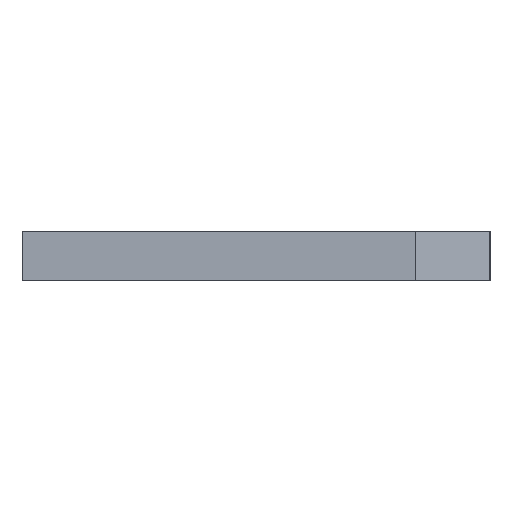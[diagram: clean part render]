
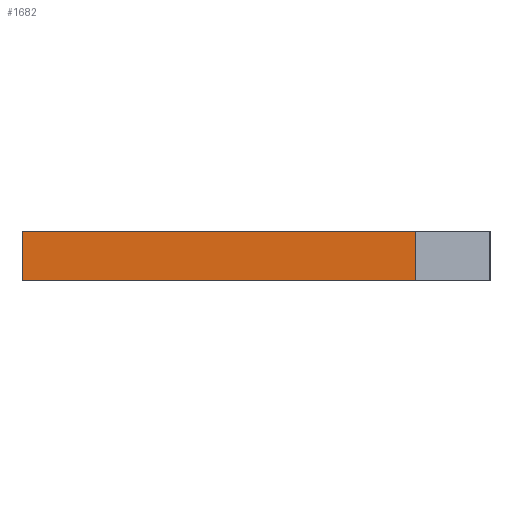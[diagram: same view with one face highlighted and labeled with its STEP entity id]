
A CAD part, left-side view. The second image highlights one B-rep face of the part: STEP entity #1682.
In plain terms, the highlighted planar face has unit normal (-1, 0, 0).
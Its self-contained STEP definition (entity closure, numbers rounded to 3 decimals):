
#11=CARTESIAN_POINT('POINT3',(-21.5,6.,1.));
#12=VERTEX_POINT('VERTEX3',#11);
#19=CARTESIAN_POINT('POINT4',(-21.5,-2.,1.));
#20=VERTEX_POINT('VERTEX4',#19);
#21=CARTESIAN_POINT('POS3',(-21.5,6.,1.));
#22=DIRECTION('DIR3',(0.,-1.,0.));
#23=VECTOR('VEC3',#22,1.);
#24=LINE('STRAIGHT3',#21,#23);
#25=EDGE_CURVE('EDGE3',#12,#20,#24,.T.);
#1635=CARTESIAN_POINT('POINT163',(-21.5,6.,0.));
#1636=VERTEX_POINT('VERTEX163',#1635);
#1637=CARTESIAN_POINT('POS204',(-21.5,6.,0.));
#1638=DIRECTION('DIR228',(0.,0.,1.));
#1639=VECTOR('VEC180',#1638,1.);
#1640=LINE('STRAIGHT180',#1637,#1639);
#1641=EDGE_CURVE('EDGE183',#1636,#12,#1640,.T.);
#1659=CARTESIAN_POINT('POINT164',(-21.5,-2.,0.));
#1660=VERTEX_POINT('VERTEX164',#1659);
#1661=CARTESIAN_POINT('POS207',(-21.5,-2.,0.));
#1662=DIRECTION('DIR232',(0.,0.,1.));
#1663=VECTOR('VEC182',#1662,1.);
#1664=LINE('STRAIGHT182',#1661,#1663);
#1665=EDGE_CURVE('EDGE185',#1660,#20,#1664,.T.);
#1666=ORIENTED_EDGE('COEDGE226',*,*,#1665,.T.);
#1667=ORIENTED_EDGE('COEDGE227',*,*,#25,.F.);
#1668=ORIENTED_EDGE('COEDGE228',*,*,#1641,.F.);
#1669=CARTESIAN_POINT('POS208',(-21.5,6.,0.));
#1670=DIRECTION('DIR233',(0.,-1.,0.));
#1671=VECTOR('VEC183',#1670,1.);
#1672=LINE('STRAIGHT183',#1669,#1671);
#1673=EDGE_CURVE('EDGE186',#1636,#1660,#1672,.T.);
#1674=ORIENTED_EDGE('COEDGE229',*,*,#1673,.T.);
#1675=EDGE_LOOP('NONE',(#1666,#1667,#1668,#1674));
#1676=FACE_BOUND('LOOP1',#1675,.T.);
#1677=CARTESIAN_POINT('POS209',(-21.5,6.,0.));
#1678=DIRECTION('DIR234',(-1.,0.,0.));
#1679=DIRECTION('DIR235',(0.,1.,0.));
#1680=AXIS2_PLACEMENT_3D('AXIS26',#1677,#1678,#1679);
#1681=PLANE('PLANE22',#1680);
#1682=ADVANCED_FACE('FACE23',(#1676),#1681,.T.);
